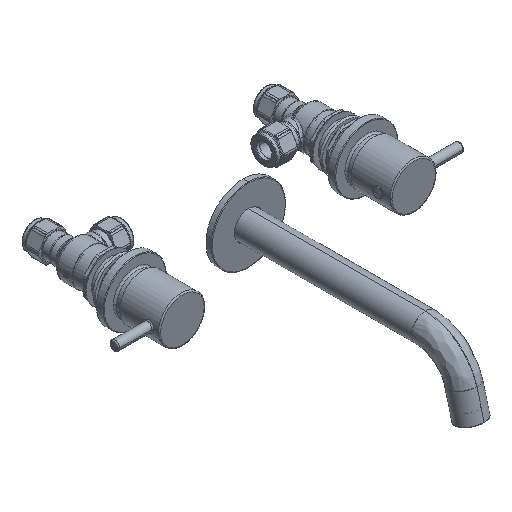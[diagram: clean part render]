
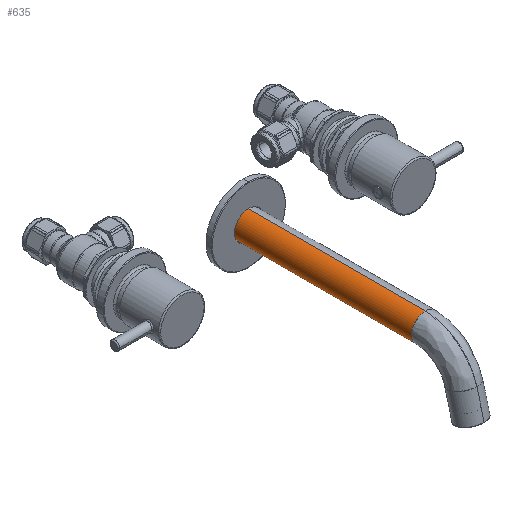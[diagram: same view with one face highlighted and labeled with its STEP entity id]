
A CAD part, isometric view. The second image highlights one B-rep face of the part: STEP entity #635.
In plain terms, the highlighted cylindrical face has radius 12 mm (diameter 24 mm), a partial arc.
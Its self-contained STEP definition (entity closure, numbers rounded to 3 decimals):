
#635=ADVANCED_FACE('',(#4131),#51636,.T.);
#4131=FACE_OUTER_BOUND('',#7629,.T.);
#7629=EDGE_LOOP('',(#11561,#11562,#11563,#11564));
#11561=ORIENTED_EDGE('',*,*,#28759,.T.);
#11562=ORIENTED_EDGE('',*,*,#28762,.T.);
#11563=ORIENTED_EDGE('',*,*,#28761,.F.);
#11564=ORIENTED_EDGE('',*,*,#28760,.T.);
#28759=EDGE_CURVE('',#46139,#46140,#43504,.T.);
#28760=EDGE_CURVE('',#46137,#46139,#37437,.T.);
#28761=EDGE_CURVE('',#46137,#46138,#43505,.T.);
#28762=EDGE_CURVE('',#46140,#46138,#37438,.T.);
#37437=B_SPLINE_CURVE_WITH_KNOTS('',1,(#61725,#61726),.UNSPECIFIED.,.F.,
 .F.,(2,2),(-159.746,0.),.UNSPECIFIED.);
#37438=B_SPLINE_CURVE_WITH_KNOTS('',1,(#61732,#61733),.UNSPECIFIED.,.F.,
 .F.,(2,2),(-159.746,0.),.UNSPECIFIED.);
#43504=(
BOUNDED_CURVE()
B_SPLINE_CURVE(2,(#61720,#61721,#61722,#61723,#61724),.UNSPECIFIED.,.F.,
 .F.)
B_SPLINE_CURVE_WITH_KNOTS((3,2,3),(-37.699,-18.85,
0.),.UNSPECIFIED.)
CURVE()
GEOMETRIC_REPRESENTATION_ITEM()
RATIONAL_B_SPLINE_CURVE((1.,0.707,1.,0.707,1.))
REPRESENTATION_ITEM('')
);
#43505=(
BOUNDED_CURVE()
B_SPLINE_CURVE(2,(#61727,#61728,#61729,#61730,#61731),.UNSPECIFIED.,.F.,
 .F.)
B_SPLINE_CURVE_WITH_KNOTS((3,2,3),(0.,18.85,37.699),
 .UNSPECIFIED.)
CURVE()
GEOMETRIC_REPRESENTATION_ITEM()
RATIONAL_B_SPLINE_CURVE((1.,0.707,1.,0.707,1.))
REPRESENTATION_ITEM('')
);
#46137=VERTEX_POINT('',#61644);
#46138=VERTEX_POINT('',#61645);
#46139=VERTEX_POINT('',#61646);
#46140=VERTEX_POINT('',#61647);
#51636=CYLINDRICAL_SURFACE('',#55272,12.);
#55272=AXIS2_PLACEMENT_3D('',#61385,#58199,$);
#58199=DIRECTION('',(-1.,0.,0.));
#61385=CARTESIAN_POINT('',(79.873,0.,0.));
#61644=CARTESIAN_POINT('',(0.,-12.,0.));
#61645=CARTESIAN_POINT('',(0.,12.,0.));
#61646=CARTESIAN_POINT('',(159.746,-12.,0.));
#61647=CARTESIAN_POINT('',(159.746,12.,0.));
#61720=CARTESIAN_POINT('',(159.746,-12.,0.));
#61721=CARTESIAN_POINT('',(159.746,-12.,12.));
#61722=CARTESIAN_POINT('',(159.746,0.,12.));
#61723=CARTESIAN_POINT('',(159.746,12.,12.));
#61724=CARTESIAN_POINT('',(159.746,12.,0.));
#61725=CARTESIAN_POINT('',(0.,-12.,0.));
#61726=CARTESIAN_POINT('',(159.746,-12.,0.));
#61727=CARTESIAN_POINT('',(0.,-12.,0.));
#61728=CARTESIAN_POINT('',(0.,-12.,12.));
#61729=CARTESIAN_POINT('',(0.,0.,12.));
#61730=CARTESIAN_POINT('',(0.,12.,12.));
#61731=CARTESIAN_POINT('',(0.,12.,0.));
#61732=CARTESIAN_POINT('',(159.746,12.,0.));
#61733=CARTESIAN_POINT('',(0.,12.,0.));
